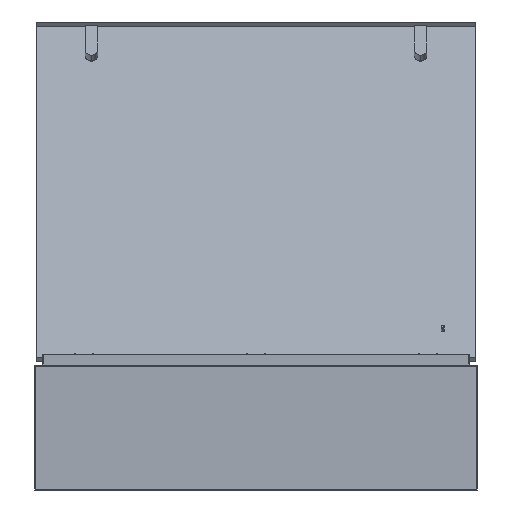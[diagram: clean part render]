
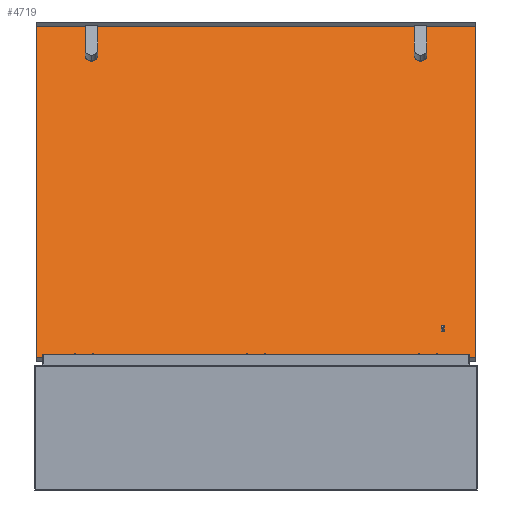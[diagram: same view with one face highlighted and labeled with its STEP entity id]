
A CAD part, left-side view. The second image highlights one B-rep face of the part: STEP entity #4719.
In plain terms, the highlighted face is planar.
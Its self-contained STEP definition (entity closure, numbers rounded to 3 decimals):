
#61 = DIRECTION ( 'NONE',  ( 0., 0., -1. ) ) ;
#66 = LINE ( 'NONE', #4739, #8530 ) ;
#123 = DIRECTION ( 'NONE',  ( -1., 0., 0. ) ) ;
#224 = ORIENTED_EDGE ( 'NONE', *, *, #8240, .F. ) ;
#275 = VERTEX_POINT ( 'NONE', #3306 ) ;
#294 = AXIS2_PLACEMENT_3D ( 'NONE', #7243, #3999, #1118 ) ;
#320 = CARTESIAN_POINT ( 'NONE',  ( -267.5, 297.5, -1. ) ) ;
#341 = CARTESIAN_POINT ( 'NONE',  ( -321.5, 396.5, -1. ) ) ;
#470 = CARTESIAN_POINT ( 'NONE',  ( -279., 297.5, -1. ) ) ;
#516 = EDGE_CURVE ( 'NONE', #5016, #7338, #6927, .T. ) ;
#524 = VERTEX_POINT ( 'NONE', #470 ) ;
#546 = ORIENTED_EDGE ( 'NONE', *, *, #7790, .T. ) ;
#761 = CARTESIAN_POINT ( 'NONE',  ( -267.5, -297.5, -1. ) ) ;
#800 = CARTESIAN_POINT ( 'NONE',  ( 321.5, 396.5, -1. ) ) ;
#930 = CARTESIAN_POINT ( 'NONE',  ( 321.5, 0., -1. ) ) ;
#1118 = DIRECTION ( 'NONE',  ( 1., 0., 0. ) ) ;
#1277 = ORIENTED_EDGE ( 'NONE', *, *, #7110, .T. ) ;
#1381 = DIRECTION ( 'NONE',  ( 0., 0., 1. ) ) ;
#1482 = ORIENTED_EDGE ( 'NONE', *, *, #2502, .F. ) ;
#1499 = EDGE_LOOP ( 'NONE', ( #546, #1277 ) ) ;
#1945 = CARTESIAN_POINT ( 'NONE',  ( 321.5, -396.5, -1. ) ) ;
#2179 = EDGE_CURVE ( 'NONE', #4026, #7893, #6142, .T. ) ;
#2358 = DIRECTION ( 'NONE',  ( 0., -1., 0. ) ) ;
#2398 = AXIS2_PLACEMENT_3D ( 'NONE', #9109, #7626, #3614 ) ;
#2418 = CARTESIAN_POINT ( 'NONE',  ( -321.5, -396.5, -1. ) ) ;
#2450 = EDGE_CURVE ( 'NONE', #7338, #5016, #7656, .T. ) ;
#2484 = DIRECTION ( 'NONE',  ( 1., 0., 0. ) ) ;
#2502 = EDGE_CURVE ( 'NONE', #7891, #6026, #9238, .T. ) ;
#2714 = VERTEX_POINT ( 'NONE', #1945 ) ;
#2722 = LINE ( 'NONE', #930, #5678 ) ;
#3096 = DIRECTION ( 'NONE',  ( 0., 0., 1. ) ) ;
#3306 = CARTESIAN_POINT ( 'NONE',  ( -256., 297.5, -1. ) ) ;
#3369 = CARTESIAN_POINT ( 'NONE',  ( 265.5, -337.5, -1. ) ) ;
#3384 = CIRCLE ( 'NONE', #294, 3. ) ;
#3487 = CARTESIAN_POINT ( 'NONE',  ( -256., -297.5, -1. ) ) ;
#3614 = DIRECTION ( 'NONE',  ( 1., 0., 0. ) ) ;
#3760 = AXIS2_PLACEMENT_3D ( 'NONE', #761, #1381, #4090 ) ;
#3938 = PLANE ( 'NONE',  #2398 ) ;
#3999 = DIRECTION ( 'NONE',  ( 0., 0., -1. ) ) ;
#4026 = VERTEX_POINT ( 'NONE', #7163 ) ;
#4051 = AXIS2_PLACEMENT_3D ( 'NONE', #4161, #61, #2484 ) ;
#4090 = DIRECTION ( 'NONE',  ( 1., 0., 0. ) ) ;
#4161 = CARTESIAN_POINT ( 'NONE',  ( 262.5, -337.5, -1. ) ) ;
#4225 = FACE_BOUND ( 'NONE', #1499, .T. ) ;
#4367 = FACE_BOUND ( 'NONE', #5406, .T. ) ;
#4458 = ORIENTED_EDGE ( 'NONE', *, *, #6003, .F. ) ;
#4523 = FACE_BOUND ( 'NONE', #9054, .T. ) ;
#4626 = CARTESIAN_POINT ( 'NONE',  ( -279., -297.5, -1. ) ) ;
#4719 = ADVANCED_FACE ( 'NONE', ( #4523, #4225, #7783, #4367 ), #3938, .F. ) ;
#4739 = CARTESIAN_POINT ( 'NONE',  ( 0., -396.5, -1. ) ) ;
#4915 = ORIENTED_EDGE ( 'NONE', *, *, #516, .T. ) ;
#5016 = VERTEX_POINT ( 'NONE', #3487 ) ;
#5154 = CIRCLE ( 'NONE', #5836, 11.5 ) ;
#5206 = EDGE_CURVE ( 'NONE', #7893, #4026, #3384, .T. ) ;
#5228 = CARTESIAN_POINT ( 'NONE',  ( -267.5, -297.5, -1. ) ) ;
#5237 = CARTESIAN_POINT ( 'NONE',  ( -321.5, 0., -1. ) ) ;
#5387 = EDGE_CURVE ( 'NONE', #6026, #2714, #66, .T. ) ;
#5406 = EDGE_LOOP ( 'NONE', ( #5604, #8307 ) ) ;
#5480 = CARTESIAN_POINT ( 'NONE',  ( -267.5, 297.5, -1. ) ) ;
#5604 = ORIENTED_EDGE ( 'NONE', *, *, #5206, .F. ) ;
#5678 = VECTOR ( 'NONE', #6918, 1000. ) ;
#5732 = DIRECTION ( 'NONE',  ( 0., 0., 1. ) ) ;
#5836 = AXIS2_PLACEMENT_3D ( 'NONE', #5480, #3096, #9035 ) ;
#5964 = VERTEX_POINT ( 'NONE', #800 ) ;
#6003 = EDGE_CURVE ( 'NONE', #2714, #5964, #2722, .T. ) ;
#6012 = AXIS2_PLACEMENT_3D ( 'NONE', #5228, #6125, #6420 ) ;
#6026 = VERTEX_POINT ( 'NONE', #2418 ) ;
#6125 = DIRECTION ( 'NONE',  ( 0., 0., 1. ) ) ;
#6142 = CIRCLE ( 'NONE', #4051, 3. ) ;
#6178 = VECTOR ( 'NONE', #2358, 1000. ) ;
#6420 = DIRECTION ( 'NONE',  ( 1., 0., 0. ) ) ;
#6522 = ORIENTED_EDGE ( 'NONE', *, *, #2450, .T. ) ;
#6918 = DIRECTION ( 'NONE',  ( 0., 1., 0. ) ) ;
#6927 = CIRCLE ( 'NONE', #3760, 11.5 ) ;
#7029 = LINE ( 'NONE', #8218, #7778 ) ;
#7110 = EDGE_CURVE ( 'NONE', #524, #275, #5154, .T. ) ;
#7163 = CARTESIAN_POINT ( 'NONE',  ( 259.5, -337.5, -1. ) ) ;
#7243 = CARTESIAN_POINT ( 'NONE',  ( 262.5, -337.5, -1. ) ) ;
#7338 = VERTEX_POINT ( 'NONE', #4626 ) ;
#7600 = EDGE_LOOP ( 'NONE', ( #1482, #224, #4458, #7866 ) ) ;
#7626 = DIRECTION ( 'NONE',  ( 0., 0., 1. ) ) ;
#7656 = CIRCLE ( 'NONE', #6012, 11.5 ) ;
#7688 = CIRCLE ( 'NONE', #7993, 11.5 ) ;
#7778 = VECTOR ( 'NONE', #123, 1000. ) ;
#7783 = FACE_OUTER_BOUND ( 'NONE', #7600, .T. ) ;
#7790 = EDGE_CURVE ( 'NONE', #275, #524, #7688, .T. ) ;
#7866 = ORIENTED_EDGE ( 'NONE', *, *, #5387, .F. ) ;
#7891 = VERTEX_POINT ( 'NONE', #341 ) ;
#7893 = VERTEX_POINT ( 'NONE', #3369 ) ;
#7970 = DIRECTION ( 'NONE',  ( 1., 0., 0. ) ) ;
#7993 = AXIS2_PLACEMENT_3D ( 'NONE', #320, #5732, #7970 ) ;
#8218 = CARTESIAN_POINT ( 'NONE',  ( 0., 396.5, -1. ) ) ;
#8240 = EDGE_CURVE ( 'NONE', #5964, #7891, #7029, .T. ) ;
#8307 = ORIENTED_EDGE ( 'NONE', *, *, #2179, .F. ) ;
#8530 = VECTOR ( 'NONE', #8910, 1000. ) ;
#8910 = DIRECTION ( 'NONE',  ( 1., 0., 0. ) ) ;
#9035 = DIRECTION ( 'NONE',  ( 1., 0., 0. ) ) ;
#9054 = EDGE_LOOP ( 'NONE', ( #4915, #6522 ) ) ;
#9109 = CARTESIAN_POINT ( 'NONE',  ( 0., 0., -1. ) ) ;
#9238 = LINE ( 'NONE', #5237, #6178 ) ;
